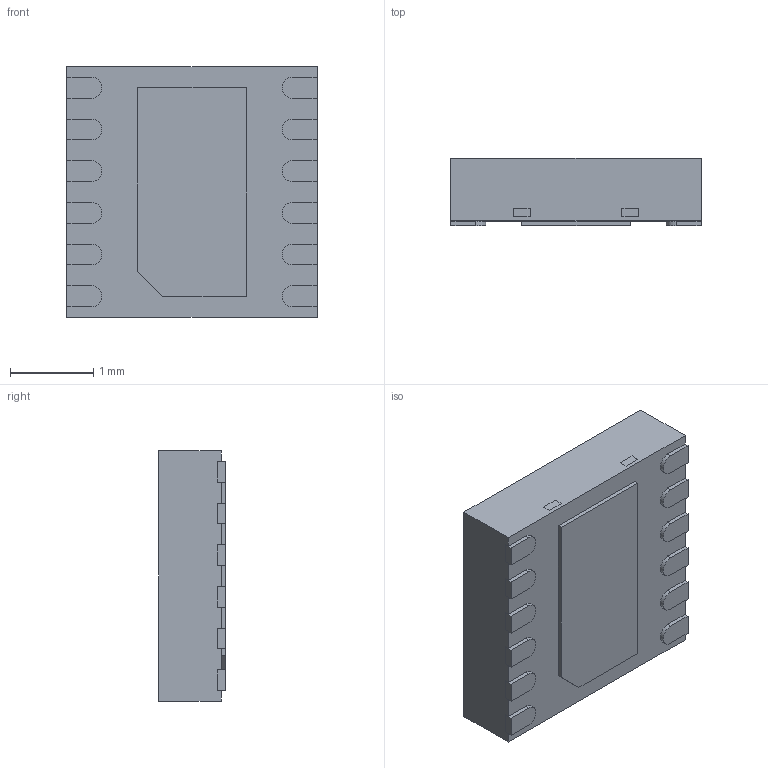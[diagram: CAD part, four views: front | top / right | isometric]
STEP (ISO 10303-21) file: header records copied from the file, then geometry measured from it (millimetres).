
FILE_DESCRIPTION (( 'STEP AP214' ), '1' );
FILE_NAME ('LMR51450SDRRR.STEP', '2023-11-30T18:13:50', ( '' ), ( '' ), 'SwSTEP 2.0', 'SolidWorks 2021', '' );
FILE_SCHEMA (( 'AUTOMOTIVE_DESIGN' ));
Length unit declared in the file: millimetre
Products named in the file (1): LMR51450SDRRR
Bounding box: 3 x 0.8 x 3 mm (x, y, z)
Volume: 7 mm3; surface area: 44.3 mm2
Topology: 15 solids, 15 shells, 166 faces, 406 edges, 268 vertices
Faces by surface type: plane 138, cylinder 28
Entity records: 4998 total; most frequent: CARTESIAN_POINT 841, ORIENTED_EDGE 812, DIRECTION 796, EDGE_CURVE 406, VECTOR 350, LINE 350, VERTEX_POINT 268, AXIS2_PLACEMENT_3D 223
